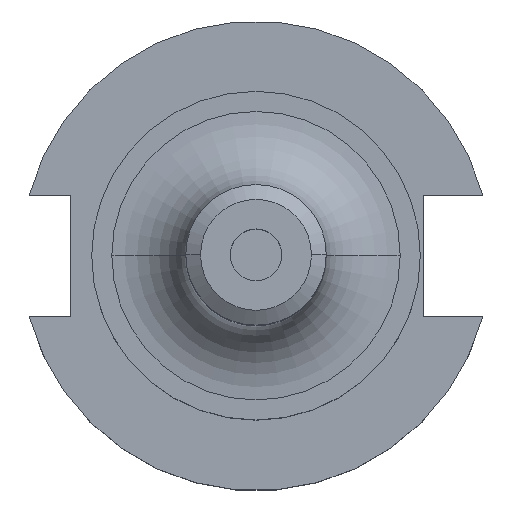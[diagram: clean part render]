
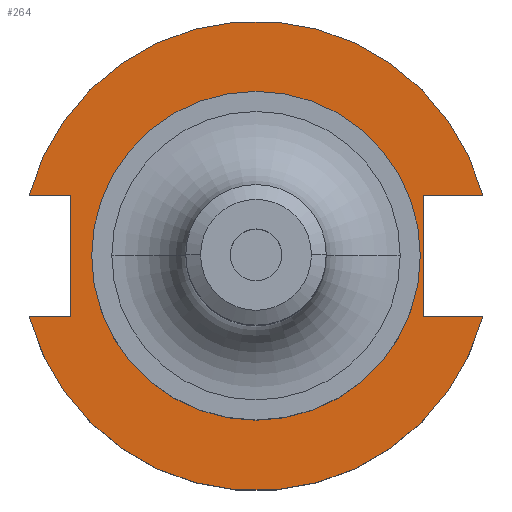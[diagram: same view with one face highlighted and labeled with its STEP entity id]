
A CAD part, top view. The second image highlights one B-rep face of the part: STEP entity #264.
In plain terms, the highlighted planar face has unit normal (0, 0, 1).
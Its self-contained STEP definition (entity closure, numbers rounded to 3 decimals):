
#53 = DIRECTION ( 'NONE',  ( 1., 0., 0. ) ) ;
#65 = CARTESIAN_POINT ( 'NONE',  ( 0., 0., 19.05 ) ) ;
#81 = LINE ( 'NONE', #1667, #1856 ) ;
#89 = LINE ( 'NONE', #1823, #658 ) ;
#109 = CARTESIAN_POINT ( 'NONE',  ( 22.606, 8.191, 19.05 ) ) ;
#111 = VERTEX_POINT ( 'NONE', #438 ) ;
#127 = VECTOR ( 'NONE', #458, 1000. ) ;
#179 = CARTESIAN_POINT ( 'NONE',  ( -22.225, 0., 19.05 ) ) ;
#239 = EDGE_CURVE ( 'NONE', #1770, #111, #1454, .T. ) ;
#256 = DIRECTION ( 'NONE',  ( 0., -1., 0. ) ) ;
#264 = ADVANCED_FACE ( 'NONE', ( #1389, #1523 ), #441, .F. ) ;
#283 = ORIENTED_EDGE ( 'NONE', *, *, #239, .F. ) ;
#298 = ORIENTED_EDGE ( 'NONE', *, *, #774, .T. ) ;
#319 = CARTESIAN_POINT ( 'NONE',  ( -61.091, -8.191, 19.05 ) ) ;
#331 = DIRECTION ( 'NONE',  ( 1., 0., 0. ) ) ;
#347 = ORIENTED_EDGE ( 'NONE', *, *, #1570, .F. ) ;
#357 = LINE ( 'NONE', #847, #1849 ) ;
#380 = CIRCLE ( 'NONE', #902, 22.225 ) ;
#396 = CARTESIAN_POINT ( 'NONE',  ( 22.225, 0., 19.05 ) ) ;
#417 = CARTESIAN_POINT ( 'NONE',  ( 0., 0., 19.05 ) ) ;
#429 = DIRECTION ( 'NONE',  ( 1., 0., 0. ) ) ;
#438 = CARTESIAN_POINT ( 'NONE',  ( -25.091, -8.191, 19.05 ) ) ;
#441 = PLANE ( 'NONE',  #1591 ) ;
#450 = CARTESIAN_POINT ( 'NONE',  ( 0., 0., 19.05 ) ) ;
#458 = DIRECTION ( 'NONE',  ( 1., 0., 0. ) ) ;
#518 = DIRECTION ( 'NONE',  ( 0., 0., -1. ) ) ;
#586 = VERTEX_POINT ( 'NONE', #109 ) ;
#601 = ORIENTED_EDGE ( 'NONE', *, *, #1365, .T. ) ;
#614 = VECTOR ( 'NONE', #1050, 1000. ) ;
#658 = VECTOR ( 'NONE', #256, 1000. ) ;
#672 = ORIENTED_EDGE ( 'NONE', *, *, #1424, .T. ) ;
#691 = EDGE_CURVE ( 'NONE', #1696, #1358, #751, .T. ) ;
#697 = DIRECTION ( 'NONE',  ( -1., 0., 0. ) ) ;
#747 = AXIS2_PLACEMENT_3D ( 'NONE', #1346, #1487, #331 ) ;
#751 = CIRCLE ( 'NONE', #1608, 22.225 ) ;
#774 = EDGE_CURVE ( 'NONE', #1358, #1696, #380, .T. ) ;
#803 = CARTESIAN_POINT ( 'NONE',  ( 30.675, -8.191, 19.05 ) ) ;
#847 = CARTESIAN_POINT ( 'NONE',  ( -61.091, 8.191, 19.05 ) ) ;
#872 = DIRECTION ( 'NONE',  ( 0., 0., -1. ) ) ;
#902 = AXIS2_PLACEMENT_3D ( 'NONE', #417, #1398, #697 ) ;
#904 = EDGE_CURVE ( 'NONE', #1672, #1070, #357, .T. ) ;
#925 = LINE ( 'NONE', #1021, #614 ) ;
#1004 = CARTESIAN_POINT ( 'NONE',  ( 22.606, 0., 19.05 ) ) ;
#1013 = DIRECTION ( 'NONE',  ( 0., 1., 0. ) ) ;
#1021 = CARTESIAN_POINT ( 'NONE',  ( 0., 8.191, 19.05 ) ) ;
#1033 = EDGE_CURVE ( 'NONE', #1119, #1706, #81, .T. ) ;
#1050 = DIRECTION ( 'NONE',  ( -1., 0., 0. ) ) ;
#1066 = CARTESIAN_POINT ( 'NONE',  ( -25.091, 8.191, 19.05 ) ) ;
#1070 = VERTEX_POINT ( 'NONE', #1066 ) ;
#1085 = DIRECTION ( 'NONE',  ( -1., 0., 0. ) ) ;
#1119 = VERTEX_POINT ( 'NONE', #1425 ) ;
#1142 = CARTESIAN_POINT ( 'NONE',  ( 30.675, 8.191, 19.05 ) ) ;
#1193 = DIRECTION ( 'NONE',  ( 1., 0., 0. ) ) ;
#1211 = LINE ( 'NONE', #1004, #1653 ) ;
#1212 = EDGE_LOOP ( 'NONE', ( #1699, #283, #672, #1799, #1359, #347, #601, #1458 ) ) ;
#1226 = EDGE_CURVE ( 'NONE', #1119, #586, #1211, .T. ) ;
#1228 = CIRCLE ( 'NONE', #1639, 31.75 ) ;
#1306 = ORIENTED_EDGE ( 'NONE', *, *, #691, .T. ) ;
#1346 = CARTESIAN_POINT ( 'NONE',  ( 0., 0., 19.05 ) ) ;
#1358 = VERTEX_POINT ( 'NONE', #179 ) ;
#1359 = ORIENTED_EDGE ( 'NONE', *, *, #1226, .T. ) ;
#1365 = EDGE_CURVE ( 'NONE', #1511, #1672, #1522, .T. ) ;
#1370 = CARTESIAN_POINT ( 'NONE',  ( -30.675, 8.191, 19.05 ) ) ;
#1384 = CARTESIAN_POINT ( 'NONE',  ( 0., 0., 19.05 ) ) ;
#1389 = FACE_BOUND ( 'NONE', #1628, .T. ) ;
#1398 = DIRECTION ( 'NONE',  ( 0., 0., -1. ) ) ;
#1424 = EDGE_CURVE ( 'NONE', #1770, #1706, #1228, .T. ) ;
#1425 = CARTESIAN_POINT ( 'NONE',  ( 22.606, -8.191, 19.05 ) ) ;
#1451 = DIRECTION ( 'NONE',  ( -1., 0., 0. ) ) ;
#1454 = LINE ( 'NONE', #319, #127 ) ;
#1458 = ORIENTED_EDGE ( 'NONE', *, *, #904, .T. ) ;
#1487 = DIRECTION ( 'NONE',  ( 0., 0., 1. ) ) ;
#1511 = VERTEX_POINT ( 'NONE', #1142 ) ;
#1522 = CIRCLE ( 'NONE', #747, 31.75 ) ;
#1523 = FACE_OUTER_BOUND ( 'NONE', #1212, .T. ) ;
#1570 = EDGE_CURVE ( 'NONE', #1511, #586, #925, .T. ) ;
#1591 = AXIS2_PLACEMENT_3D ( 'NONE', #450, #872, #1451 ) ;
#1608 = AXIS2_PLACEMENT_3D ( 'NONE', #1384, #518, #1085 ) ;
#1628 = EDGE_LOOP ( 'NONE', ( #298, #1306 ) ) ;
#1636 = DIRECTION ( 'NONE',  ( 0., 0., 1. ) ) ;
#1639 = AXIS2_PLACEMENT_3D ( 'NONE', #65, #1636, #53 ) ;
#1653 = VECTOR ( 'NONE', #1013, 1000. ) ;
#1667 = CARTESIAN_POINT ( 'NONE',  ( 0., -8.191, 19.05 ) ) ;
#1672 = VERTEX_POINT ( 'NONE', #1370 ) ;
#1694 = EDGE_CURVE ( 'NONE', #1070, #111, #89, .T. ) ;
#1696 = VERTEX_POINT ( 'NONE', #396 ) ;
#1699 = ORIENTED_EDGE ( 'NONE', *, *, #1694, .T. ) ;
#1706 = VERTEX_POINT ( 'NONE', #803 ) ;
#1770 = VERTEX_POINT ( 'NONE', #1832 ) ;
#1799 = ORIENTED_EDGE ( 'NONE', *, *, #1033, .F. ) ;
#1823 = CARTESIAN_POINT ( 'NONE',  ( -25.091, 8.191, 19.05 ) ) ;
#1832 = CARTESIAN_POINT ( 'NONE',  ( -30.675, -8.191, 19.05 ) ) ;
#1849 = VECTOR ( 'NONE', #429, 1000. ) ;
#1856 = VECTOR ( 'NONE', #1193, 1000. ) ;
